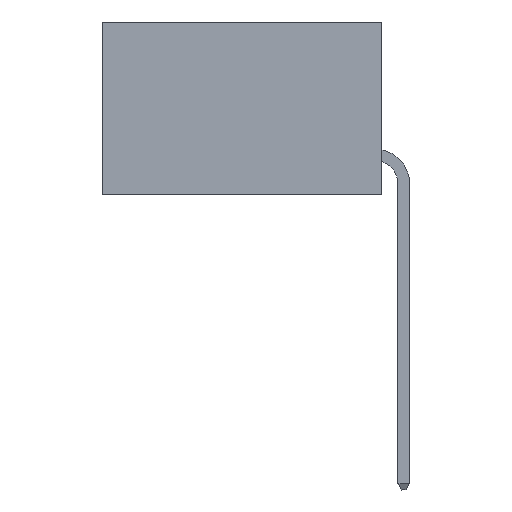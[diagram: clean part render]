
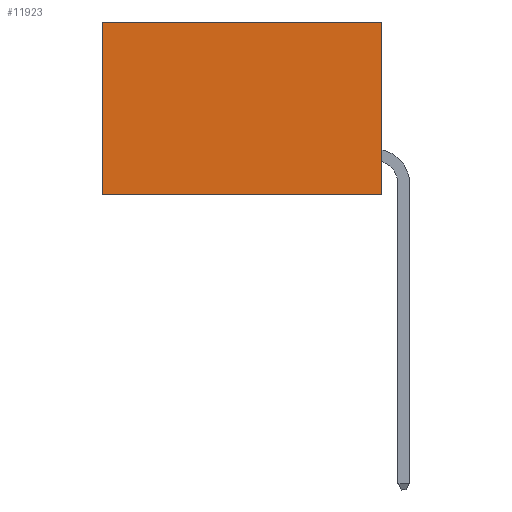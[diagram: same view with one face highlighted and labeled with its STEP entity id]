
A CAD part, left-side view. The second image highlights one B-rep face of the part: STEP entity #11923.
In plain terms, the highlighted planar face has unit normal (-1, 0, 0).
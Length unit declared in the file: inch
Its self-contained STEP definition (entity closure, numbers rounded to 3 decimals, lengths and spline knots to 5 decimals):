
#316 = EDGE_LOOP ( 'NONE', ( #33433, #13757, #13535, #26508 ) ) ;
#928 = LINE ( 'NONE', #16699, #16143 ) ;
#1269 = CARTESIAN_POINT ( 'NONE',  ( 0.2875, 0., 0. ) ) ;
#2540 = VERTEX_POINT ( 'NONE', #35374 ) ;
#3582 = VERTEX_POINT ( 'NONE', #17760 ) ;
#4009 = DIRECTION ( 'NONE',  ( 0., 0., -1. ) ) ;
#5720 = PLANE ( 'NONE',  #24249 ) ;
#7442 = CARTESIAN_POINT ( 'NONE',  ( 0.2875, 0., -0.37 ) ) ;
#10547 = CARTESIAN_POINT ( 'NONE',  ( 0.2875, 0., 0. ) ) ;
#11923 = ADVANCED_FACE ( 'NONE', ( #23324 ), #5720, .F. ) ;
#13535 = ORIENTED_EDGE ( 'NONE', *, *, #18098, .F. ) ;
#13598 = DIRECTION ( 'NONE',  ( 0., 0., -1. ) ) ;
#13757 = ORIENTED_EDGE ( 'NONE', *, *, #26789, .F. ) ;
#13844 = LINE ( 'NONE', #19111, #29730 ) ;
#14888 = DIRECTION ( 'NONE',  ( 1., 0., 0. ) ) ;
#15496 = VERTEX_POINT ( 'NONE', #24850 ) ;
#16143 = VECTOR ( 'NONE', #21861, 39.37008 ) ;
#16699 = CARTESIAN_POINT ( 'NONE',  ( 0.2875, 0., -0.37 ) ) ;
#17760 = CARTESIAN_POINT ( 'NONE',  ( 0.2875, 0., 0. ) ) ;
#17998 = EDGE_CURVE ( 'NONE', #15496, #2540, #13844, .T. ) ;
#18098 = EDGE_CURVE ( 'NONE', #3582, #32031, #33878, .T. ) ;
#19111 = CARTESIAN_POINT ( 'NONE',  ( 0.2875, 0.6, 0. ) ) ;
#21861 = DIRECTION ( 'NONE',  ( 0., 1., 0. ) ) ;
#23324 = FACE_OUTER_BOUND ( 'NONE', #316, .T. ) ;
#23655 = LINE ( 'NONE', #1269, #30654 ) ;
#24249 = AXIS2_PLACEMENT_3D ( 'NONE', #32739, #14888, #35676 ) ;
#24850 = CARTESIAN_POINT ( 'NONE',  ( 0.2875, 0.6, 0. ) ) ;
#25941 = VECTOR ( 'NONE', #13598, 39.37008 ) ;
#26508 = ORIENTED_EDGE ( 'NONE', *, *, #35324, .T. ) ;
#26789 = EDGE_CURVE ( 'NONE', #32031, #2540, #928, .T. ) ;
#28381 = DIRECTION ( 'NONE',  ( 0., 1., 0. ) ) ;
#29730 = VECTOR ( 'NONE', #4009, 39.37008 ) ;
#30654 = VECTOR ( 'NONE', #28381, 39.37008 ) ;
#32031 = VERTEX_POINT ( 'NONE', #7442 ) ;
#32739 = CARTESIAN_POINT ( 'NONE',  ( 0.2875, 0., 0. ) ) ;
#33433 = ORIENTED_EDGE ( 'NONE', *, *, #17998, .T. ) ;
#33878 = LINE ( 'NONE', #10547, #25941 ) ;
#35324 = EDGE_CURVE ( 'NONE', #3582, #15496, #23655, .T. ) ;
#35374 = CARTESIAN_POINT ( 'NONE',  ( 0.2875, 0.6, -0.37 ) ) ;
#35676 = DIRECTION ( 'NONE',  ( 0., 0., -1. ) ) ;
